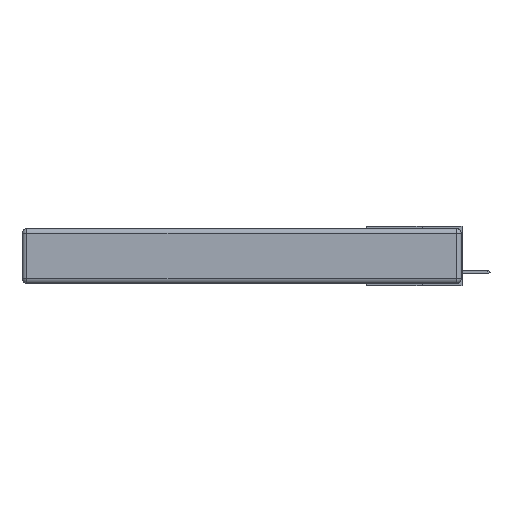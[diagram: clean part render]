
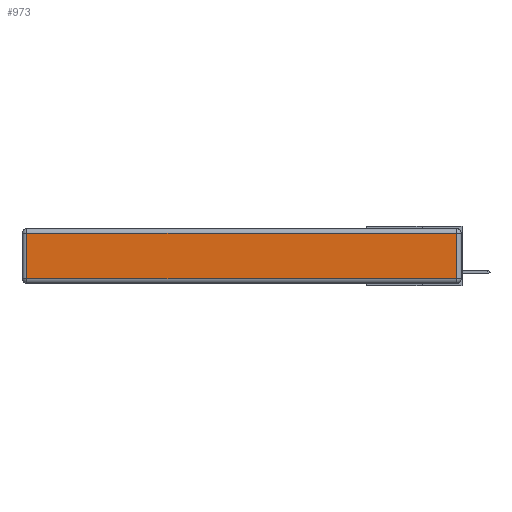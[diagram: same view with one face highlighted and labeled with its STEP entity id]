
A CAD part, left-side view. The second image highlights one B-rep face of the part: STEP entity #973.
In plain terms, the highlighted planar face has unit normal (-1, 0, 0).
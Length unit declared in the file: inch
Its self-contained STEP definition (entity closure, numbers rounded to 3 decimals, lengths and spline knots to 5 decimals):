
#973 = ADVANCED_FACE ( 'NONE', ( #10649 ), #16053, .T. ) ;
#1001 = DIRECTION ( 'NONE',  ( 0., -1., 0. ) ) ;
#1232 = ORIENTED_EDGE ( 'NONE', *, *, #16317, .T. ) ;
#1685 = VECTOR ( 'NONE', #11747, 39.37008 ) ;
#1998 = LINE ( 'NONE', #22474, #31717 ) ;
#2608 = CARTESIAN_POINT ( 'NONE',  ( 0., 0.03, -0.313 ) ) ;
#3247 = CARTESIAN_POINT ( 'NONE',  ( 0., 2.72, -0.03 ) ) ;
#4064 = CARTESIAN_POINT ( 'NONE',  ( 0., 0.03, -0.343 ) ) ;
#6582 = VERTEX_POINT ( 'NONE', #33465 ) ;
#6837 = ORIENTED_EDGE ( 'NONE', *, *, #22173, .T. ) ;
#8488 = EDGE_CURVE ( 'NONE', #18492, #15824, #27652, .T. ) ;
#9206 = EDGE_CURVE ( 'NONE', #6582, #23505, #19799, .T. ) ;
#10061 = DIRECTION ( 'NONE',  ( -1., 0., 0. ) ) ;
#10649 = FACE_OUTER_BOUND ( 'NONE', #12739, .T. ) ;
#11747 = DIRECTION ( 'NONE',  ( 0., 1., 0. ) ) ;
#12739 = EDGE_LOOP ( 'NONE', ( #24761, #6837, #20197, #1232 ) ) ;
#14959 = VECTOR ( 'NONE', #31073, 39.37008 ) ;
#15824 = VERTEX_POINT ( 'NONE', #3247 ) ;
#16053 = PLANE ( 'NONE',  #25185 ) ;
#16317 = EDGE_CURVE ( 'NONE', #15824, #6582, #1998, .T. ) ;
#18492 = VERTEX_POINT ( 'NONE', #32673 ) ;
#19762 = DIRECTION ( 'NONE',  ( 0., 0., -1. ) ) ;
#19799 = LINE ( 'NONE', #30354, #25623 ) ;
#20197 = ORIENTED_EDGE ( 'NONE', *, *, #8488, .T. ) ;
#20832 = DIRECTION ( 'NONE',  ( 0., 0., 1. ) ) ;
#22173 = EDGE_CURVE ( 'NONE', #23505, #18492, #29928, .T. ) ;
#22474 = CARTESIAN_POINT ( 'NONE',  ( 0., 2.72, -0.343 ) ) ;
#23505 = VERTEX_POINT ( 'NONE', #2608 ) ;
#24761 = ORIENTED_EDGE ( 'NONE', *, *, #9206, .T. ) ;
#24774 = CARTESIAN_POINT ( 'NONE',  ( 0., 0., -0.343 ) ) ;
#25078 = CARTESIAN_POINT ( 'NONE',  ( 0., 2.75, -0.03 ) ) ;
#25185 = AXIS2_PLACEMENT_3D ( 'NONE', #24774, #10061, #20832 ) ;
#25623 = VECTOR ( 'NONE', #1001, 39.37008 ) ;
#27652 = LINE ( 'NONE', #25078, #1685 ) ;
#29928 = LINE ( 'NONE', #4064, #14959 ) ;
#30354 = CARTESIAN_POINT ( 'NONE',  ( 0., 0., -0.313 ) ) ;
#31073 = DIRECTION ( 'NONE',  ( 0., 0., 1. ) ) ;
#31717 = VECTOR ( 'NONE', #19762, 39.37008 ) ;
#32673 = CARTESIAN_POINT ( 'NONE',  ( 0., 0.03, -0.03 ) ) ;
#33465 = CARTESIAN_POINT ( 'NONE',  ( 0., 2.72, -0.313 ) ) ;
